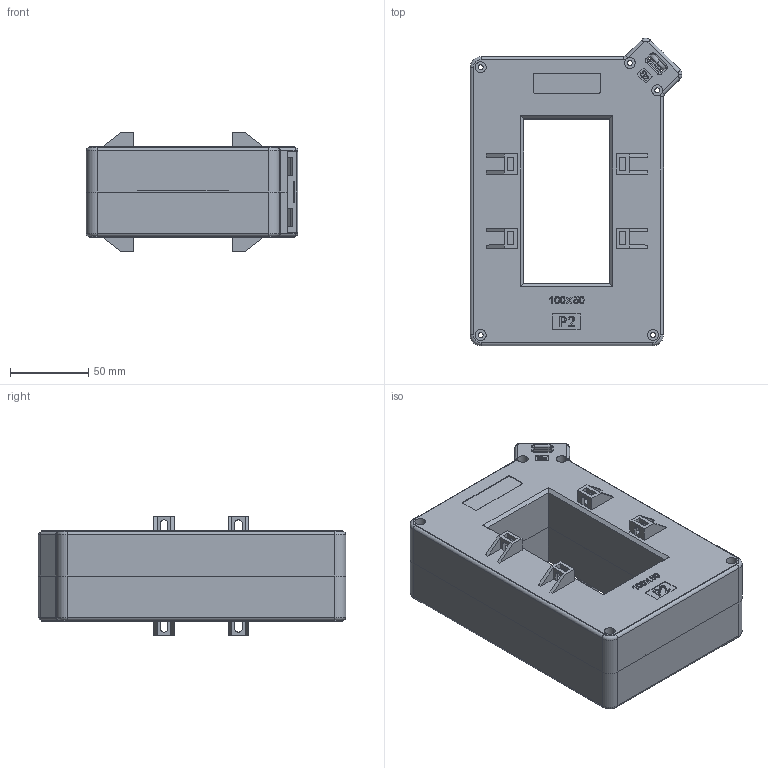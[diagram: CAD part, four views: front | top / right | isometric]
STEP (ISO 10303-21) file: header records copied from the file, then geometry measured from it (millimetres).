
FILE_DESCRIPTION (( 'STEP AP203' ), '1' );
FILE_NAME ('装配体100-50.STEP', '2025-06-17T13:59:12', ( '微软用户' ), ( '微软中国' ), 'SwSTEP 2.0', 'SolidWorks 2020', '' );
FILE_SCHEMA (( 'CONFIG_CONTROL_DESIGN' ));
Length unit declared in the file: millimetre
Products named in the file (8): 100-50-P2; 縐諶; 猾裔6; 諉盄啣-1; 肣И璃5x10陔-1; 100-50-P1; 蚾饜极100-50; 諉盄蹟佪3_ISO 7045 - M5 x 6 - Z --- 6S
Assembly tree (10 placements, depth 2):
  蚾饜极100-50
    100-50-P1
    100-50-P2
    肣И璃5x10陔-1  x2
    縐諶
    諉盄啣-1  x2
    諉盄蹟佪3_ISO 7045 - M5 x 6 - Z --- 6S  x2
    猾裔6
Bounding box: 135.28 x 196.28 x 75.6 mm (x, y, z)
Volume: 227694.5 mm3; surface area: 194339 mm2
Topology: 10 solids, 10 shells, 1169 faces, 3113 edges, 2007 vertices
Faces by surface type: plane 668, cylinder 294, bspline 140, torus 47, cone 16, sphere 4
Entity records: 43113 total; most frequent: CARTESIAN_POINT 15245, ORIENTED_EDGE 5838, DIRECTION 5171, EDGE_CURVE 2919, LINE 1961, VECTOR 1961, VERTEX_POINT 1887, AXIS2_PLACEMENT_3D 1605
